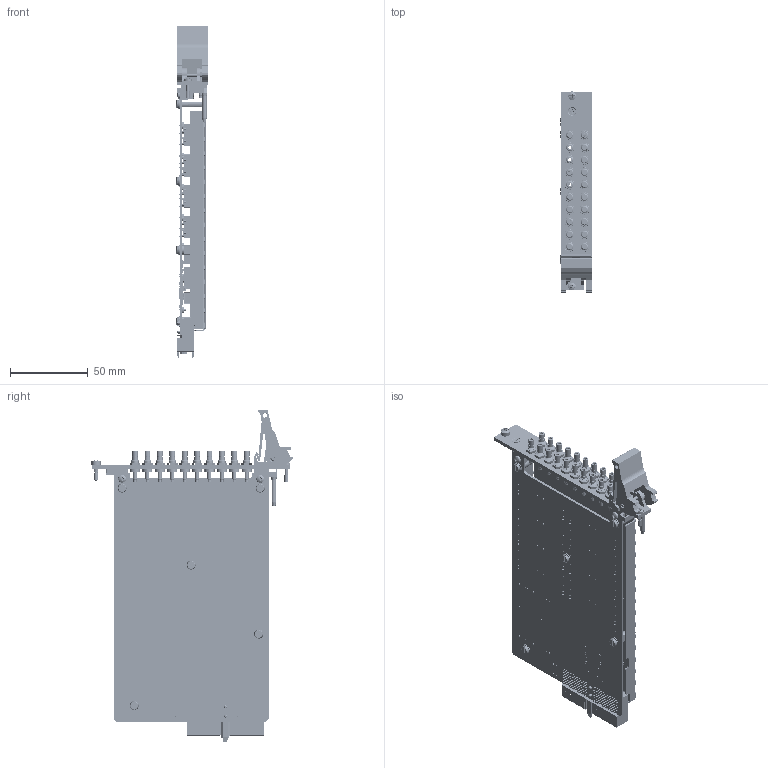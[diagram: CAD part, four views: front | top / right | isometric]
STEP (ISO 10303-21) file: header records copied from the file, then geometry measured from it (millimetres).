
FILE_DESCRIPTION (( 'STEP AP214' ), '1' );
FILE_NAME ('40-755-104 PXI 4 off 4-1 SMB MUX.STEP', '2013-09-05T15:56:05', ( 'admin' ), ( '' ), 'SwSTEP 2.0', 'SolidWorks 2012', '' );
FILE_SCHEMA (( 'AUTOMOTIVE_DESIGN' ));
Length unit declared in the file: millimetre
Products named in the file (1): 40-755-104 PXI 4 off 4-1 SMB MUX
Bounding box: 20.02 x 129.67 x 214 mm (x, y, z)
Surface area: 110892.1 mm2 (no closed solid volume)
Topology: 0 solids, 554 shells, 3622 faces, 13249 edges, 9853 vertices
Faces by surface type: plane 2254, cylinder 1003, cone 200, bspline 97, torus 38, sphere 30
Full cylindrical faces by diameter (mm): 0.6 x110, 0.8 x5, 1.016 x1, 1.3 x19, 1.7 x8, 2 x35, 2.05 x1, 2.2 x20, 2.208 x2, 2.5 x3, 2.6 x21, 2.7 x1, 2.8 x1, 3 x3, 3.291 x20, 3.665 x1, 3.7 x40, 4.7 x6, 5 x3, 5.3 x1, 5.9 x1, 6 x5, 6.5 x21, 6.8 x5, 7.2 x12
Entity records: 187623 total; most frequent: CARTESIAN_POINT 41654, DIRECTION 21479, ORIENTED_EDGE 17696, EDGE_CURVE 12481, VERTEX_POINT 9645, VECTOR 8467, LINE 8467, AXIS2_PLACEMENT_3D 6506
